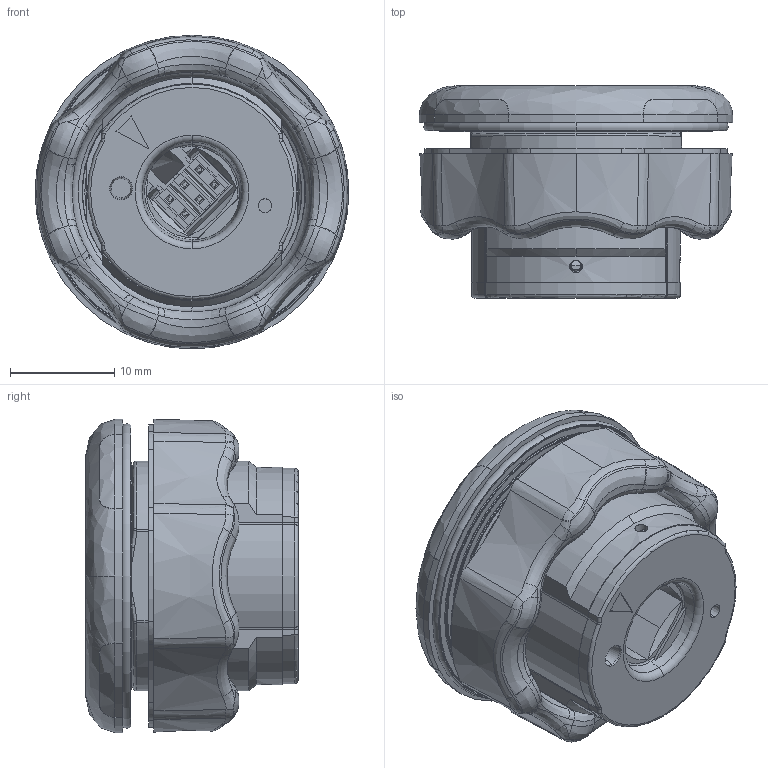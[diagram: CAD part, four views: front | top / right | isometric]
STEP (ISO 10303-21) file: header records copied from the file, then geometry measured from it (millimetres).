
FILE_DESCRIPTION (( 'STEP AP203' ), '1' );
FILE_NAME ('CAP001530-00.STEP', '2022-02-18T13:49:46', ( '' ), ( '' ), 'SwSTEP 2.0', 'SolidWorks 2020', '' );
FILE_SCHEMA (( 'CONFIG_CONTROL_DESIGN' ));
Length unit declared in the file: millimetre
Products named in the file (1): CAP001530-00
Bounding box: 30 x 20.3 x 30 mm (x, y, z)
Volume: 9907.5 mm3; surface area: 6854.2 mm2
Topology: 3 solids, 4 shells, 910 faces, 2272 edges, 1389 vertices
Faces by surface type: plane 317, bspline 243, cone 126, cylinder 115, torus 101, sphere 8
Entity records: 36707 total; most frequent: CARTESIAN_POINT 17040, ORIENTED_EDGE 4524, DIRECTION 3493, EDGE_CURVE 2262, VERTEX_POINT 1389, AXIS2_PLACEMENT_3D 1334, EDGE_LOOP 969, ADVANCED_FACE 910
